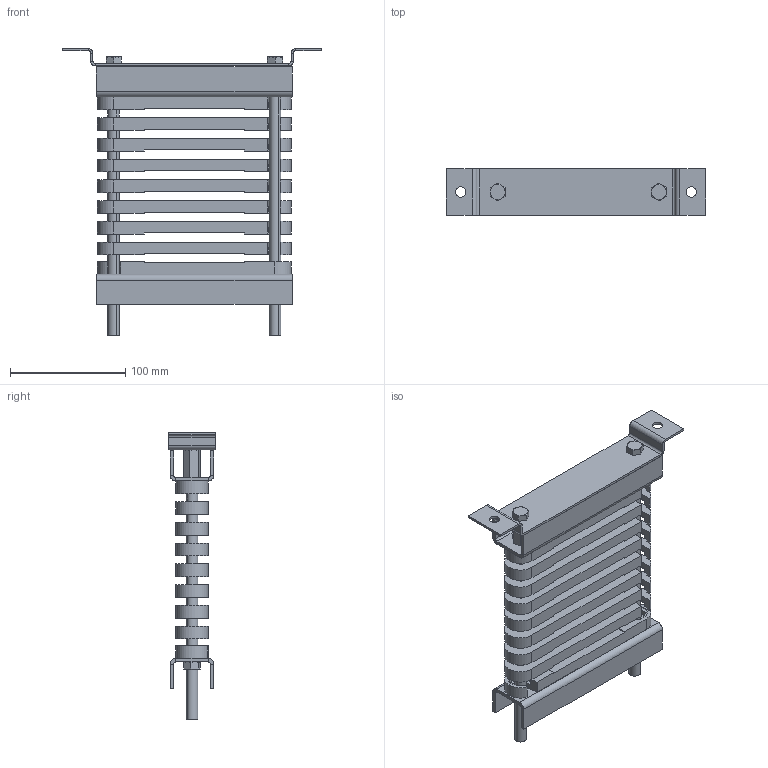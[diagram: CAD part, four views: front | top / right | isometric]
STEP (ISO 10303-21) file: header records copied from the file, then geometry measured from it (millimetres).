
FILE_DESCRIPTION(('STEP AP203'),'1');
FILE_NAME('rfs80-100.stp','2024-05-29T11:00:21',('TraceParts'),('TraceParts S.A.'),'Spatial InterOp 3D',' ',' ');
FILE_SCHEMA(('CONFIG_CONTROL_DESIGN'));
Length unit declared in the file: millimetre
Products named in the file (1): 1
Bounding box: 225 x 40 x 249 mm (x, y, z)
Volume: 525326.8 mm3; surface area: 220049.4 mm2
Topology: 20 solids, 20 shells, 580 faces, 1408 edges, 888 vertices
Faces by surface type: plane 336, cylinder 164, cone 80
Entity records: 17476 total; most frequent: CARTESIAN_POINT 3576, DIRECTION 2924, ORIENTED_EDGE 2816, EDGE_CURVE 1408, AXIS2_PLACEMENT_3D 1036, VERTEX_POINT 888, LINE 852, VECTOR 852
